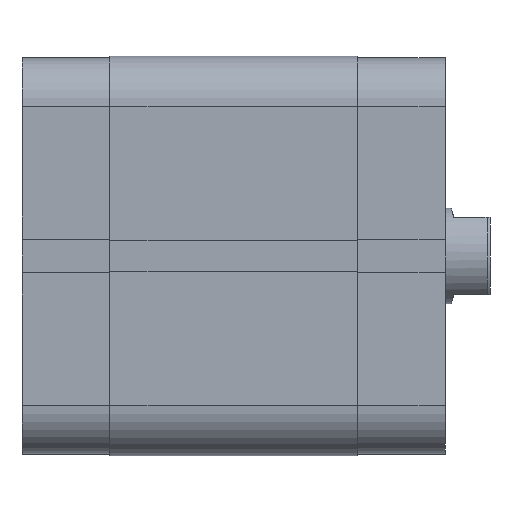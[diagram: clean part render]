
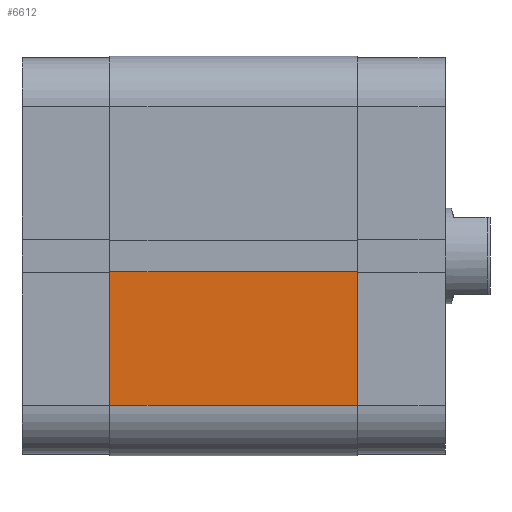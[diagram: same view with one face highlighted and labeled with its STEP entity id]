
A CAD part, front view. The second image highlights one B-rep face of the part: STEP entity #6612.
In plain terms, the highlighted planar face has unit normal (0, -1, 0).
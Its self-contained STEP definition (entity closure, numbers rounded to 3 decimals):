
#390 = VERTEX_POINT ( 'NONE', #3560 ) ;
#417 = VERTEX_POINT ( 'NONE', #3587 ) ;
#436 = VERTEX_POINT ( 'NONE', #3606 ) ;
#442 = VERTEX_POINT ( 'NONE', #3612 ) ;
#733 = ORIENTED_EDGE ( 'NONE', *, *, #1271, .T. ) ;
#770 = ORIENTED_EDGE ( 'NONE', *, *, #1279, .F. ) ;
#771 = ORIENTED_EDGE ( 'NONE', *, *, #1359, .F. ) ;
#783 = ORIENTED_EDGE ( 'NONE', *, *, #1360, .T. ) ;
#1271 = EDGE_CURVE ( 'NONE', #436, #390, #2721, .T. ) ;
#1279 = EDGE_CURVE ( 'NONE', #442, #390, #2731, .T. ) ;
#1359 = EDGE_CURVE ( 'NONE', #417, #442, #2851, .T. ) ;
#1360 = EDGE_CURVE ( 'NONE', #417, #436, #2853, .T. ) ;
#1775 = AXIS2_PLACEMENT_3D ( 'NONE', #5984, #5993, #5994 ) ;
#2721 = LINE ( 'NONE', #5157, #2722 ) ;
#2722 = VECTOR ( 'NONE', #5158, 1000. ) ;
#2731 = LINE ( 'NONE', #5173, #2737 ) ;
#2737 = VECTOR ( 'NONE', #5177, 1000. ) ;
#2851 = LINE ( 'NONE', #5382, #2852 ) ;
#2852 = VECTOR ( 'NONE', #5383, 1000. ) ;
#2853 = LINE ( 'NONE', #5384, #2854 ) ;
#2854 = VECTOR ( 'NONE', #5385, 1000. ) ;
#3560 = CARTESIAN_POINT ( 'NONE',  ( -2.6, -33.5, 0. ) ) ;
#3587 = CARTESIAN_POINT ( 'NONE',  ( -25., -33.5, 41.5 ) ) ;
#3606 = CARTESIAN_POINT ( 'NONE',  ( -25., -33.5, 0. ) ) ;
#3612 = CARTESIAN_POINT ( 'NONE',  ( -2.6, -33.5, 41.5 ) ) ;
#4428 = EDGE_LOOP ( 'NONE', ( #733, #770, #771, #783 ) ) ;
#5157 = CARTESIAN_POINT ( 'NONE',  ( 0., -33.5, 0. ) ) ;
#5158 = DIRECTION ( 'NONE',  ( 1., 0., 0. ) ) ;
#5173 = CARTESIAN_POINT ( 'NONE',  ( -2.6, -33.5, 41.5 ) ) ;
#5177 = DIRECTION ( 'NONE',  ( 0., 0., -1. ) ) ;
#5382 = CARTESIAN_POINT ( 'NONE',  ( 0., -33.5, 41.5 ) ) ;
#5383 = DIRECTION ( 'NONE',  ( 1., 0., 0. ) ) ;
#5384 = CARTESIAN_POINT ( 'NONE',  ( -25., -33.5, 41.5 ) ) ;
#5385 = DIRECTION ( 'NONE',  ( 0., 0., -1. ) ) ;
#5981 = PLANE ( 'NONE',  #1775 ) ;
#5984 = CARTESIAN_POINT ( 'NONE',  ( 0., -33.5, 41.5 ) ) ;
#5993 = DIRECTION ( 'NONE',  ( 0., 1., 0. ) ) ;
#5994 = DIRECTION ( 'NONE',  ( 0., 0., 1. ) ) ;
#6391 = FACE_OUTER_BOUND ( 'NONE', #4428, .T. ) ;
#6612 = ADVANCED_FACE ( 'NONE', ( #6391 ), #5981, .F. ) ;
